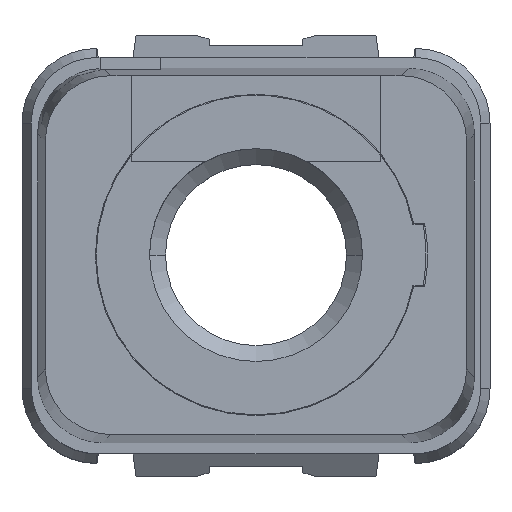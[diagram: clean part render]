
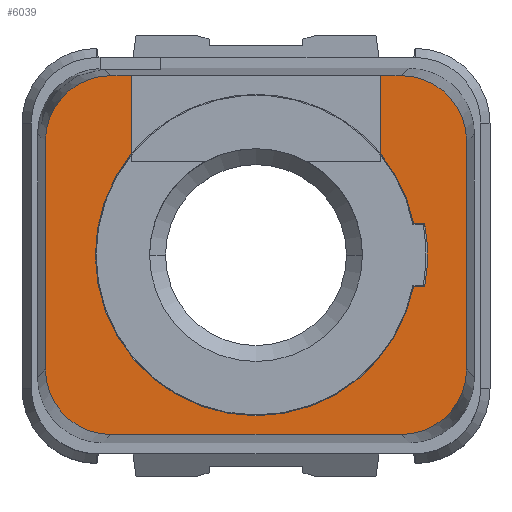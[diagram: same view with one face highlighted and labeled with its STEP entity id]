
A CAD part, top view. The second image highlights one B-rep face of the part: STEP entity #6039.
In plain terms, the highlighted planar face has unit normal (0, 0, 1).
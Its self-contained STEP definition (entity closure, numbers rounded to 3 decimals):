
#109=DIRECTION('',(0.,-1.,0.));
#110=VECTOR('',#109,2.506);
#111=CARTESIAN_POINT('',(-4.,5.75,10.12));
#112=LINE('',#111,#110);
#113=CARTESIAN_POINT('',(0.,0.,10.12));
#114=DIRECTION('',(0.,0.,1.));
#115=DIRECTION('',(-0.777,0.63,0.));
#116=AXIS2_PLACEMENT_3D('',#113,#114,#115);
#118=CARTESIAN_POINT('',(0.,0.,10.12));
#119=DIRECTION('',(0.,0.,1.));
#120=DIRECTION('',(0.,-1.,0.));
#121=AXIS2_PLACEMENT_3D('',#118,#119,#120);
#123=DIRECTION('',(1.,0.,0.));
#124=VECTOR('',#123,0.356);
#125=CARTESIAN_POINT('',(5.052,-1.,10.12));
#126=LINE('',#125,#124);
#127=CARTESIAN_POINT('',(0.,0.,10.12));
#128=DIRECTION('',(0.,0.,1.));
#129=DIRECTION('',(0.983,-0.182,0.));
#130=AXIS2_PLACEMENT_3D('',#127,#128,#129);
#132=DIRECTION('',(-1.,0.,0.));
#133=VECTOR('',#132,0.356);
#134=CARTESIAN_POINT('',(5.408,1.,10.12));
#135=LINE('',#134,#133);
#136=CARTESIAN_POINT('',(0.,0.,10.12));
#137=DIRECTION('',(0.,0.,1.));
#138=DIRECTION('',(0.981,0.194,0.));
#139=AXIS2_PLACEMENT_3D('',#136,#137,#138);
#141=DIRECTION('',(0.,-1.,0.));
#142=VECTOR('',#141,2.506);
#143=CARTESIAN_POINT('',(4.,5.75,10.12));
#144=LINE('',#143,#142);
#145=DIRECTION('',(-1.,0.,0.));
#146=VECTOR('',#145,0.65);
#147=CARTESIAN_POINT('',(4.65,5.75,10.12));
#148=LINE('',#147,#146);
#149=CARTESIAN_POINT('',(4.65,3.65,10.12));
#150=DIRECTION('',(0.,0.,1.));
#151=DIRECTION('',(1.,0.,0.));
#152=AXIS2_PLACEMENT_3D('',#149,#150,#151);
#154=DIRECTION('',(0.,1.,0.));
#155=VECTOR('',#154,7.3);
#156=CARTESIAN_POINT('',(6.75,-3.65,10.12));
#157=LINE('',#156,#155);
#158=CARTESIAN_POINT('',(4.65,-3.65,10.12));
#159=DIRECTION('',(0.,0.,1.));
#160=DIRECTION('',(0.,-1.,0.));
#161=AXIS2_PLACEMENT_3D('',#158,#159,#160);
#163=DIRECTION('',(1.,0.,0.));
#164=VECTOR('',#163,9.3);
#165=CARTESIAN_POINT('',(-4.65,-5.75,10.12));
#166=LINE('',#165,#164);
#167=CARTESIAN_POINT('',(-4.65,-3.65,10.12));
#168=DIRECTION('',(0.,0.,1.));
#169=DIRECTION('',(-1.,0.,0.));
#170=AXIS2_PLACEMENT_3D('',#167,#168,#169);
#172=DIRECTION('',(0.,-1.,0.));
#173=VECTOR('',#172,7.3);
#174=CARTESIAN_POINT('',(-6.75,3.65,10.12));
#175=LINE('',#174,#173);
#176=CARTESIAN_POINT('',(-4.65,3.65,10.12));
#177=DIRECTION('',(0.,0.,1.));
#178=DIRECTION('',(0.,1.,0.));
#179=AXIS2_PLACEMENT_3D('',#176,#177,#178);
#181=DIRECTION('',(-1.,0.,0.));
#182=VECTOR('',#181,0.65);
#183=CARTESIAN_POINT('',(-4.,5.75,10.12));
#184=LINE('',#183,#182);
#4866=CARTESIAN_POINT('',(-6.75,3.65,10.12));
#4867=CARTESIAN_POINT('',(-6.75,-3.65,10.12));
#4868=VERTEX_POINT('',#4866);
#4869=VERTEX_POINT('',#4867);
#4870=CARTESIAN_POINT('',(-4.65,-5.75,10.12));
#4871=VERTEX_POINT('',#4870);
#4872=CARTESIAN_POINT('',(4.65,-5.75,10.12));
#4873=VERTEX_POINT('',#4872);
#4874=CARTESIAN_POINT('',(6.75,-3.65,10.12));
#4875=VERTEX_POINT('',#4874);
#4876=CARTESIAN_POINT('',(6.75,3.65,10.12));
#4877=VERTEX_POINT('',#4876);
#4878=CARTESIAN_POINT('',(4.65,5.75,10.12));
#4879=VERTEX_POINT('',#4878);
#4880=CARTESIAN_POINT('',(-4.65,5.75,10.12));
#4881=VERTEX_POINT('',#4880);
#5172=CARTESIAN_POINT('',(5.052,-1.,10.12));
#5173=CARTESIAN_POINT('',(5.408,-1.,10.12));
#5174=VERTEX_POINT('',#5172);
#5175=VERTEX_POINT('',#5173);
#5176=CARTESIAN_POINT('',(5.408,1.,10.12));
#5177=VERTEX_POINT('',#5176);
#5178=CARTESIAN_POINT('',(5.052,1.,10.12));
#5179=VERTEX_POINT('',#5178);
#5184=CARTESIAN_POINT('',(0.,-5.15,10.12));
#5185=VERTEX_POINT('',#5184);
#5827=CARTESIAN_POINT('',(-4.,5.75,10.12));
#5828=CARTESIAN_POINT('',(-4.,3.244,10.12));
#5829=VERTEX_POINT('',#5827);
#5830=VERTEX_POINT('',#5828);
#5831=CARTESIAN_POINT('',(4.,5.75,10.12));
#5832=CARTESIAN_POINT('',(4.,3.244,10.12));
#5833=VERTEX_POINT('',#5831);
#5834=VERTEX_POINT('',#5832);
#6001=CARTESIAN_POINT('',(0.,0.,10.12));
#6002=DIRECTION('',(0.,0.,1.));
#6003=DIRECTION('',(1.,0.,0.));
#6004=AXIS2_PLACEMENT_3D('',#6001,#6002,#6003);
#6005=PLANE('',#6004);
#6007=ORIENTED_EDGE('',*,*,#6006,.T.);
#6009=ORIENTED_EDGE('',*,*,#6008,.T.);
#6011=ORIENTED_EDGE('',*,*,#6010,.T.);
#6013=ORIENTED_EDGE('',*,*,#6012,.T.);
#6015=ORIENTED_EDGE('',*,*,#6014,.T.);
#6017=ORIENTED_EDGE('',*,*,#6016,.T.);
#6019=ORIENTED_EDGE('',*,*,#6018,.T.);
#6020=ORIENTED_EDGE('',*,*,#5987,.F.);
#6021=ORIENTED_EDGE('',*,*,#5962,.F.);
#6023=ORIENTED_EDGE('',*,*,#6022,.F.);
#6025=ORIENTED_EDGE('',*,*,#6024,.F.);
#6027=ORIENTED_EDGE('',*,*,#6026,.F.);
#6029=ORIENTED_EDGE('',*,*,#6028,.F.);
#6031=ORIENTED_EDGE('',*,*,#6030,.F.);
#6033=ORIENTED_EDGE('',*,*,#6032,.F.);
#6035=ORIENTED_EDGE('',*,*,#6034,.F.);
#6036=ORIENTED_EDGE('',*,*,#5952,.F.);
#6037=EDGE_LOOP('',(#6007,#6009,#6011,#6013,#6015,#6017,#6019,#6020,#6021,#6023,
#6025,#6027,#6029,#6031,#6033,#6035,#6036));
#6038=FACE_OUTER_BOUND('',#6037,.F.);
#6039=ADVANCED_FACE('',(#6038),#6005,.T.);
#117=CIRCLE('',#116,5.15);
#122=CIRCLE('',#121,5.15);
#131=CIRCLE('',#130,5.5);
#140=CIRCLE('',#139,5.15);
#153=CIRCLE('',#152,2.1);
#162=CIRCLE('',#161,2.1);
#171=CIRCLE('',#170,2.1);
#180=CIRCLE('',#179,2.1);
#5952=EDGE_CURVE('',#5829,#4881,#184,.T.);
#5962=EDGE_CURVE('',#4879,#5833,#148,.T.);
#5987=EDGE_CURVE('',#5833,#5834,#144,.T.);
#6006=EDGE_CURVE('',#5829,#5830,#112,.T.);
#6008=EDGE_CURVE('',#5830,#5185,#117,.T.);
#6010=EDGE_CURVE('',#5185,#5174,#122,.T.);
#6012=EDGE_CURVE('',#5174,#5175,#126,.T.);
#6014=EDGE_CURVE('',#5175,#5177,#131,.T.);
#6016=EDGE_CURVE('',#5177,#5179,#135,.T.);
#6018=EDGE_CURVE('',#5179,#5834,#140,.T.);
#6022=EDGE_CURVE('',#4877,#4879,#153,.T.);
#6024=EDGE_CURVE('',#4875,#4877,#157,.T.);
#6026=EDGE_CURVE('',#4873,#4875,#162,.T.);
#6028=EDGE_CURVE('',#4871,#4873,#166,.T.);
#6030=EDGE_CURVE('',#4869,#4871,#171,.T.);
#6032=EDGE_CURVE('',#4868,#4869,#175,.T.);
#6034=EDGE_CURVE('',#4881,#4868,#180,.T.);
